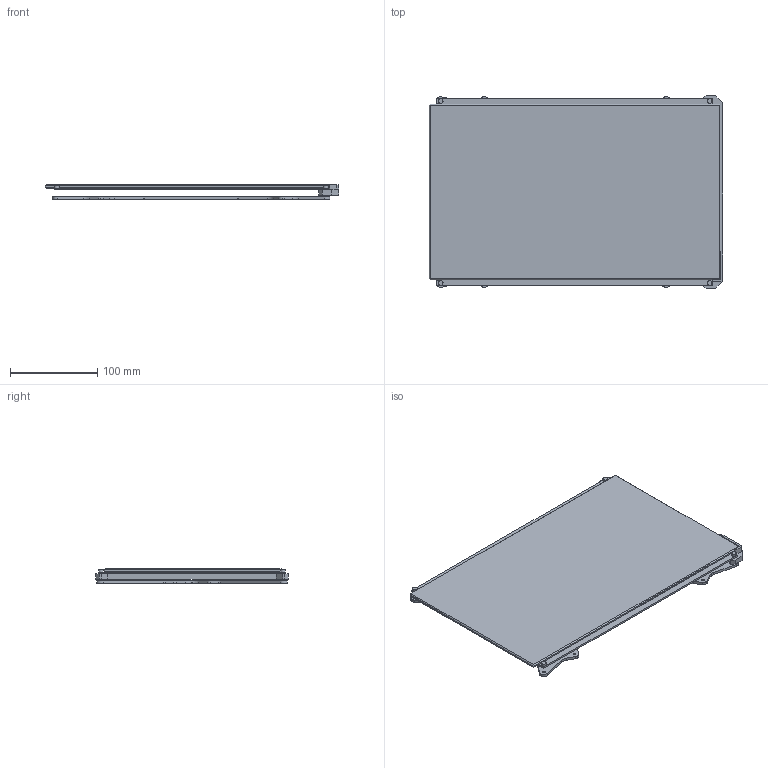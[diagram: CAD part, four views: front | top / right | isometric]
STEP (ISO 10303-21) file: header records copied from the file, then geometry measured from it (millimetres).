
FILE_DESCRIPTION(('FreeCAD Model'),'2;1');
FILE_NAME('base_magnetica.step', '2015-10-30T11:43:53',('Author'),(''), 'Open CASCADE STEP processor 6.8','FreeCAD','Unknown');
FILE_SCHEMA(('AUTOMOTIVE_DESIGN_CC2 { 1 2 10303 214 -1 1 5 4 }'));
Length unit declared in the file: millimetre
Products named in the file (7): ASSEMBLY; SIRIUS_lite_remake039; Pocket042; Pad030; Tornillos_cama; CamaCaliiente; Cristal
Assembly tree (6 placements, depth 2):
  ASSEMBLY
    SIRIUS_lite_remake039
    Pocket042
    Pad030
    Tornillos_cama
    CamaCaliiente
    Cristal
Bounding box: 337 x 221 x 17 mm (x, y, z)
Volume: 508260.1 mm3; surface area: 356189 mm2
Topology: 9 solids, 9 shells, 384 faces, 1055 edges, 694 vertices
Faces by surface type: cylinder 213, plane 171
Full cylindrical faces by diameter (mm): 3.2 x4, 3.5 x2, 5.5 x4, 8.5 x2
Entity records: 44810 total; most frequent: CARTESIAN_POINT 24890, DIRECTION 3345, ORIENTED_EDGE 2110, PCURVE 2110, DEFINITIONAL_REPRESENTATION 2110, LINE 1509, VECTOR 1509, EDGE_CURVE 1055
